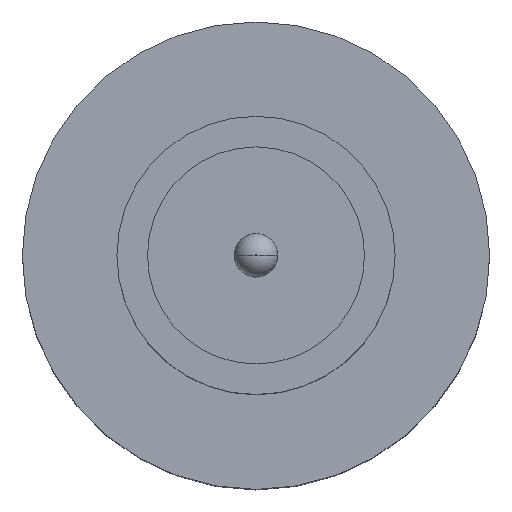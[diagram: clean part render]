
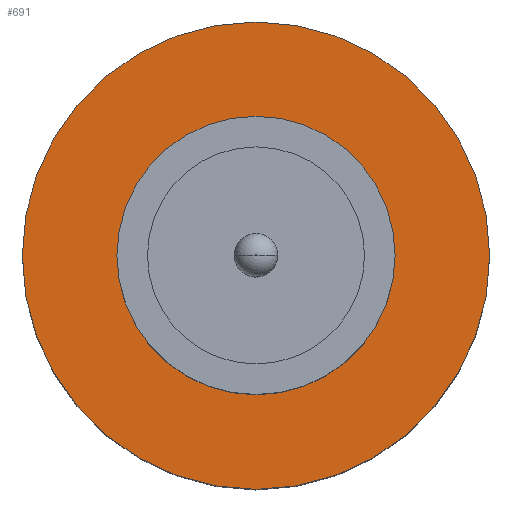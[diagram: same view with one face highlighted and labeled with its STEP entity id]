
A CAD part, top view. The second image highlights one B-rep face of the part: STEP entity #691.
In plain terms, the highlighted planar face has unit normal (0, 0, 1).
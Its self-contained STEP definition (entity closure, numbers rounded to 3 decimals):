
#2 = CARTESIAN_POINT ( 'NONE',  ( -1.25, 0., 1.55 ) ) ;
#4 = PLANE ( 'NONE',  #760 ) ;
#45 = EDGE_CURVE ( 'NONE', #891, #788, #265, .T. ) ;
#52 = CARTESIAN_POINT ( 'NONE',  ( 0., 0., 1.55 ) ) ;
#63 = EDGE_CURVE ( 'NONE', #354, #713, #113, .T. ) ;
#78 = CARTESIAN_POINT ( 'NONE',  ( 0., 0., 1.55 ) ) ;
#113 = CIRCLE ( 'NONE', #369, 1.25 ) ;
#114 = EDGE_LOOP ( 'NONE', ( #501, #479 ) ) ;
#182 = DIRECTION ( 'NONE',  ( 1., 0., 0. ) ) ;
#220 = ORIENTED_EDGE ( 'NONE', *, *, #350, .T. ) ;
#223 = CARTESIAN_POINT ( 'NONE',  ( 0., 0., 1.55 ) ) ;
#249 = AXIS2_PLACEMENT_3D ( 'NONE', #52, #677, #261 ) ;
#261 = DIRECTION ( 'NONE',  ( 1., 0., 0. ) ) ;
#265 = CIRCLE ( 'NONE', #383, 2.1 ) ;
#268 = DIRECTION ( 'NONE',  ( 0., 0., 1. ) ) ;
#317 = CARTESIAN_POINT ( 'NONE',  ( 0., 0., 1.55 ) ) ;
#326 = DIRECTION ( 'NONE',  ( 0., 0., 1. ) ) ;
#350 = EDGE_CURVE ( 'NONE', #788, #891, #374, .T. ) ;
#354 = VERTEX_POINT ( 'NONE', #2 ) ;
#369 = AXIS2_PLACEMENT_3D ( 'NONE', #539, #268, #750 ) ;
#370 = CARTESIAN_POINT ( 'NONE',  ( -2.1, 0., 1.55 ) ) ;
#374 = CIRCLE ( 'NONE', #683, 2.1 ) ;
#376 = DIRECTION ( 'NONE',  ( 0., 0., 1. ) ) ;
#383 = AXIS2_PLACEMENT_3D ( 'NONE', #317, #386, #867 ) ;
#386 = DIRECTION ( 'NONE',  ( 0., 0., 1. ) ) ;
#435 = FACE_OUTER_BOUND ( 'NONE', #461, .T. ) ;
#449 = ORIENTED_EDGE ( 'NONE', *, *, #45, .T. ) ;
#451 = DIRECTION ( 'NONE',  ( 1., 0., 0. ) ) ;
#461 = EDGE_LOOP ( 'NONE', ( #449, #220 ) ) ;
#479 = ORIENTED_EDGE ( 'NONE', *, *, #63, .F. ) ;
#487 = FACE_BOUND ( 'NONE', #114, .T. ) ;
#501 = ORIENTED_EDGE ( 'NONE', *, *, #802, .F. ) ;
#539 = CARTESIAN_POINT ( 'NONE',  ( 0., 0., 1.55 ) ) ;
#617 = CIRCLE ( 'NONE', #249, 1.25 ) ;
#677 = DIRECTION ( 'NONE',  ( 0., 0., 1. ) ) ;
#683 = AXIS2_PLACEMENT_3D ( 'NONE', #78, #376, #451 ) ;
#691 = ADVANCED_FACE ( 'NONE', ( #487, #435 ), #4, .T. ) ;
#713 = VERTEX_POINT ( 'NONE', #738 ) ;
#738 = CARTESIAN_POINT ( 'NONE',  ( 1.25, 0., 1.55 ) ) ;
#750 = DIRECTION ( 'NONE',  ( 1., 0., 0. ) ) ;
#760 = AXIS2_PLACEMENT_3D ( 'NONE', #223, #326, #182 ) ;
#788 = VERTEX_POINT ( 'NONE', #810 ) ;
#802 = EDGE_CURVE ( 'NONE', #713, #354, #617, .T. ) ;
#810 = CARTESIAN_POINT ( 'NONE',  ( 2.1, 0., 1.55 ) ) ;
#867 = DIRECTION ( 'NONE',  ( 1., 0., 0. ) ) ;
#891 = VERTEX_POINT ( 'NONE', #370 ) ;
